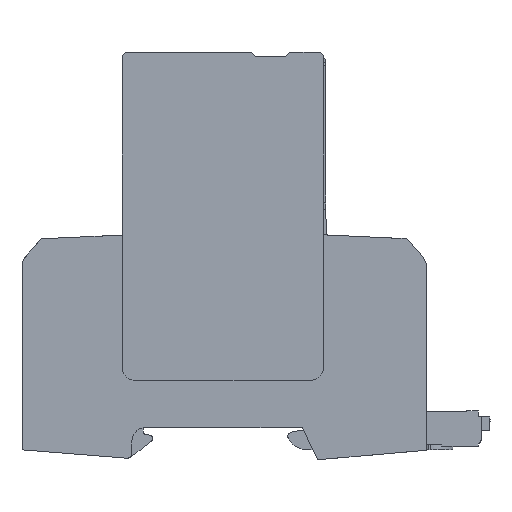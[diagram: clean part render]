
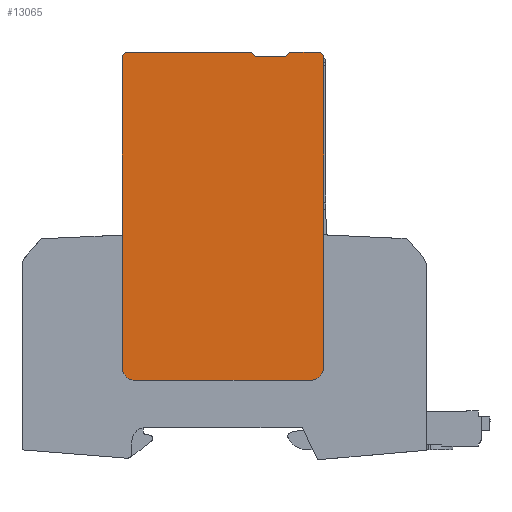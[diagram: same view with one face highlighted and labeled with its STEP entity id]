
A CAD part, left-side view. The second image highlights one B-rep face of the part: STEP entity #13065.
In plain terms, the highlighted planar face has unit normal (-1, 0, 0).
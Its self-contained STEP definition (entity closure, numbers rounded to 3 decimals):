
#12912=AXIS2_PLACEMENT_3D('Plane Axis2P3D',#12909,#12910,#12911) ;
#12909=CARTESIAN_POINT('Axis2P3D Location',(0.,81.127,17.703)) ;
#12915=CARTESIAN_POINT('Control Point',(0.,82.127,53.28)) ;
#12916=CARTESIAN_POINT('Control Point',(0.,82.127,46.765)) ;
#12917=CARTESIAN_POINT('Control Point',(0.,82.127,40.249)) ;
#12918=CARTESIAN_POINT('Control Point',(0.,82.127,33.734)) ;
#12919=CARTESIAN_POINT('Control Point',(0.,82.127,27.218)) ;
#12920=CARTESIAN_POINT('Control Point',(0.,82.127,20.703)) ;
#12921=CARTESIAN_POINT('Vertex',(0.,82.127,53.28)) ;
#12923=CARTESIAN_POINT('Vertex',(0.,82.127,20.703)) ;
#12927=CARTESIAN_POINT('Control Point',(0.,82.127,20.703)) ;
#12928=CARTESIAN_POINT('Control Point',(0.,82.127,19.76)) ;
#12929=CARTESIAN_POINT('Control Point',(0.,81.758,18.817)) ;
#12930=CARTESIAN_POINT('Control Point',(0.,81.013,18.072)) ;
#12931=CARTESIAN_POINT('Control Point',(0.,80.07,17.703)) ;
#12932=CARTESIAN_POINT('Control Point',(0.,79.127,17.703)) ;
#12933=CARTESIAN_POINT('Vertex',(0.,79.127,17.703)) ;
#12937=CARTESIAN_POINT('Control Point',(0.,79.127,17.703)) ;
#12938=CARTESIAN_POINT('Control Point',(0.,71.327,17.703)) ;
#12939=CARTESIAN_POINT('Control Point',(0.,63.527,17.703)) ;
#12940=CARTESIAN_POINT('Control Point',(0.,55.727,17.703)) ;
#12941=CARTESIAN_POINT('Control Point',(0.,47.927,17.703)) ;
#12942=CARTESIAN_POINT('Control Point',(0.,40.127,17.703)) ;
#12943=CARTESIAN_POINT('Vertex',(0.,40.127,17.703)) ;
#12947=CARTESIAN_POINT('Control Point',(0.,40.127,17.703)) ;
#12948=CARTESIAN_POINT('Control Point',(0.,39.185,17.703)) ;
#12949=CARTESIAN_POINT('Control Point',(0.,38.241,18.072)) ;
#12950=CARTESIAN_POINT('Control Point',(0.,37.496,18.817)) ;
#12951=CARTESIAN_POINT('Control Point',(0.,37.127,19.76)) ;
#12952=CARTESIAN_POINT('Control Point',(0.,37.127,20.703)) ;
#12953=CARTESIAN_POINT('Vertex',(0.,37.127,20.703)) ;
#12957=CARTESIAN_POINT('Control Point',(0.,37.127,20.703)) ;
#12958=CARTESIAN_POINT('Control Point',(0.,37.127,27.218)) ;
#12959=CARTESIAN_POINT('Control Point',(0.,37.127,33.734)) ;
#12960=CARTESIAN_POINT('Control Point',(0.,37.127,40.249)) ;
#12961=CARTESIAN_POINT('Control Point',(0.,37.127,46.765)) ;
#12962=CARTESIAN_POINT('Control Point',(0.,37.127,53.28)) ;
#12963=CARTESIAN_POINT('Vertex',(0.,37.127,53.28)) ;
#12967=CARTESIAN_POINT('Control Point',(0.,37.127,53.28)) ;
#12968=CARTESIAN_POINT('Control Point',(0.,37.127,59.144)) ;
#12969=CARTESIAN_POINT('Control Point',(0.,37.127,65.008)) ;
#12970=CARTESIAN_POINT('Control Point',(0.,37.127,70.872)) ;
#12971=CARTESIAN_POINT('Control Point',(0.,37.127,76.736)) ;
#12972=CARTESIAN_POINT('Control Point',(0.,37.127,82.6)) ;
#12973=CARTESIAN_POINT('Vertex',(0.,37.127,82.6)) ;
#12976=CARTESIAN_POINT('Line Origine',(0.,37.127,86.425)) ;
#12980=CARTESIAN_POINT('Vertex',(0.,37.127,90.25)) ;
#12983=CARTESIAN_POINT('Line Origine',(0.,37.502,90.625)) ;
#12987=CARTESIAN_POINT('Vertex',(0.,37.877,91.)) ;
#12990=CARTESIAN_POINT('Line Origine',(0.,41.302,91.)) ;
#12994=CARTESIAN_POINT('Vertex',(0.,44.727,91.)) ;
#12997=CARTESIAN_POINT('Line Origine',(0.,45.177,90.55)) ;
#13001=CARTESIAN_POINT('Vertex',(0.,45.627,90.1)) ;
#13004=CARTESIAN_POINT('Line Origine',(0.,48.977,90.1)) ;
#13008=CARTESIAN_POINT('Vertex',(0.,52.327,90.1)) ;
#13011=CARTESIAN_POINT('Line Origine',(0.,52.777,90.55)) ;
#13015=CARTESIAN_POINT('Vertex',(0.,53.227,91.)) ;
#13018=CARTESIAN_POINT('Line Origine',(0.,67.302,91.)) ;
#13022=CARTESIAN_POINT('Vertex',(0.,81.377,91.)) ;
#13025=CARTESIAN_POINT('Line Origine',(0.,81.752,90.625)) ;
#13029=CARTESIAN_POINT('Vertex',(0.,82.127,90.25)) ;
#13032=CARTESIAN_POINT('Line Origine',(0.,82.127,86.425)) ;
#13036=CARTESIAN_POINT('Vertex',(0.,82.127,82.6)) ;
#13040=CARTESIAN_POINT('Control Point',(0.,82.127,82.6)) ;
#13041=CARTESIAN_POINT('Control Point',(0.,82.127,76.736)) ;
#13042=CARTESIAN_POINT('Control Point',(0.,82.127,70.872)) ;
#13043=CARTESIAN_POINT('Control Point',(0.,82.127,65.008)) ;
#13044=CARTESIAN_POINT('Control Point',(0.,82.127,59.144)) ;
#13045=CARTESIAN_POINT('Control Point',(0.,82.127,53.28)) ;
#12910=DIRECTION('Axis2P3D Direction',(-1.,0.,0.)) ;
#12911=DIRECTION('Axis2P3D XDirection',(0.,1.,0.)) ;
#12977=DIRECTION('Vector Direction',(0.,0.,1.)) ;
#12984=DIRECTION('Vector Direction',(0.,0.707,0.707)) ;
#12991=DIRECTION('Vector Direction',(0.,1.,0.)) ;
#12998=DIRECTION('Vector Direction',(0.,0.707,-0.707)) ;
#13005=DIRECTION('Vector Direction',(0.,1.,0.)) ;
#13012=DIRECTION('Vector Direction',(0.,0.707,0.707)) ;
#13019=DIRECTION('Vector Direction',(0.,1.,0.)) ;
#13026=DIRECTION('Vector Direction',(0.,0.707,-0.707)) ;
#13033=DIRECTION('Vector Direction',(0.,0.,1.)) ;
#12978=VECTOR('Line Direction',#12977,1.) ;
#12985=VECTOR('Line Direction',#12984,1.) ;
#12992=VECTOR('Line Direction',#12991,1.) ;
#12999=VECTOR('Line Direction',#12998,1.) ;
#13006=VECTOR('Line Direction',#13005,1.) ;
#13013=VECTOR('Line Direction',#13012,1.) ;
#13020=VECTOR('Line Direction',#13019,1.) ;
#13027=VECTOR('Line Direction',#13026,1.) ;
#13034=VECTOR('Line Direction',#13033,1.) ;
#13048=ORIENTED_EDGE('',*,*,#12925,.T.) ;
#13049=ORIENTED_EDGE('',*,*,#12935,.T.) ;
#13050=ORIENTED_EDGE('',*,*,#12945,.T.) ;
#13051=ORIENTED_EDGE('',*,*,#12955,.T.) ;
#13052=ORIENTED_EDGE('',*,*,#12965,.T.) ;
#13053=ORIENTED_EDGE('',*,*,#12975,.T.) ;
#13054=ORIENTED_EDGE('',*,*,#12982,.T.) ;
#13055=ORIENTED_EDGE('',*,*,#12989,.T.) ;
#13056=ORIENTED_EDGE('',*,*,#12996,.T.) ;
#13057=ORIENTED_EDGE('',*,*,#13003,.T.) ;
#13058=ORIENTED_EDGE('',*,*,#13010,.T.) ;
#13059=ORIENTED_EDGE('',*,*,#13017,.T.) ;
#13060=ORIENTED_EDGE('',*,*,#13024,.T.) ;
#13061=ORIENTED_EDGE('',*,*,#13031,.T.) ;
#13062=ORIENTED_EDGE('',*,*,#13038,.F.) ;
#13063=ORIENTED_EDGE('',*,*,#13046,.T.) ;
#13065=ADVANCED_FACE('ABLEITER_1',(#13064),#12913,.T.) ;
#12914=B_SPLINE_CURVE_WITH_KNOTS('',5,(#12915,#12916,#12917,#12918,#12919,#12920),.UNSPECIFIED.,.F.,.U.,(6,6),(21.373,53.95),.UNSPECIFIED.) ;
#12926=B_SPLINE_CURVE_WITH_KNOTS('',5,(#12927,#12928,#12929,#12930,#12931,#12932),.UNSPECIFIED.,.F.,.U.,(6,6),(0.,4.965),.UNSPECIFIED.) ;
#12936=B_SPLINE_CURVE_WITH_KNOTS('',5,(#12937,#12938,#12939,#12940,#12941,#12942),.UNSPECIFIED.,.F.,.U.,(6,6),(0.,39.),.UNSPECIFIED.) ;
#12946=B_SPLINE_CURVE_WITH_KNOTS('',5,(#12947,#12948,#12949,#12950,#12951,#12952),.UNSPECIFIED.,.F.,.U.,(6,6),(0.,4.965),.UNSPECIFIED.) ;
#12956=B_SPLINE_CURVE_WITH_KNOTS('',5,(#12957,#12958,#12959,#12960,#12961,#12962),.UNSPECIFIED.,.F.,.U.,(6,6),(0.,32.577),.UNSPECIFIED.) ;
#12966=B_SPLINE_CURVE_WITH_KNOTS('',5,(#12967,#12968,#12969,#12970,#12971,#12972),.UNSPECIFIED.,.F.,.U.,(6,6),(23.981,53.3),.UNSPECIFIED.) ;
#13039=B_SPLINE_CURVE_WITH_KNOTS('',5,(#13040,#13041,#13042,#13043,#13044,#13045),.UNSPECIFIED.,.F.,.U.,(6,6),(0.65,29.969),.UNSPECIFIED.) ;
#12925=EDGE_CURVE('',#12922,#12924,#12914,.T.) ;
#12935=EDGE_CURVE('',#12924,#12934,#12926,.T.) ;
#12945=EDGE_CURVE('',#12934,#12944,#12936,.T.) ;
#12955=EDGE_CURVE('',#12944,#12954,#12946,.T.) ;
#12965=EDGE_CURVE('',#12954,#12964,#12956,.T.) ;
#12975=EDGE_CURVE('',#12964,#12974,#12966,.T.) ;
#12982=EDGE_CURVE('',#12974,#12981,#12979,.T.) ;
#12989=EDGE_CURVE('',#12981,#12988,#12986,.T.) ;
#12996=EDGE_CURVE('',#12988,#12995,#12993,.T.) ;
#13003=EDGE_CURVE('',#12995,#13002,#13000,.T.) ;
#13010=EDGE_CURVE('',#13002,#13009,#13007,.T.) ;
#13017=EDGE_CURVE('',#13009,#13016,#13014,.T.) ;
#13024=EDGE_CURVE('',#13016,#13023,#13021,.T.) ;
#13031=EDGE_CURVE('',#13023,#13030,#13028,.T.) ;
#13038=EDGE_CURVE('',#13037,#13030,#13035,.T.) ;
#13046=EDGE_CURVE('',#13037,#12922,#13039,.T.) ;
#13047=EDGE_LOOP('',(#13048,#13049,#13050,#13051,#13052,#13053,#13054,#13055,#13056,#13057,#13058,#13059,#13060,#13061,#13062,#13063)) ;
#13064=FACE_OUTER_BOUND('',#13047,.T.) ;
#12979=LINE('Line',#12976,#12978) ;
#12986=LINE('Line',#12983,#12985) ;
#12993=LINE('Line',#12990,#12992) ;
#13000=LINE('Line',#12997,#12999) ;
#13007=LINE('Line',#13004,#13006) ;
#13014=LINE('Line',#13011,#13013) ;
#13021=LINE('Line',#13018,#13020) ;
#13028=LINE('Line',#13025,#13027) ;
#13035=LINE('Line',#13032,#13034) ;
#12913=PLANE('',#12912) ;
#12922=VERTEX_POINT('',#12921) ;
#12924=VERTEX_POINT('',#12923) ;
#12934=VERTEX_POINT('',#12933) ;
#12944=VERTEX_POINT('',#12943) ;
#12954=VERTEX_POINT('',#12953) ;
#12964=VERTEX_POINT('',#12963) ;
#12974=VERTEX_POINT('',#12973) ;
#12981=VERTEX_POINT('',#12980) ;
#12988=VERTEX_POINT('',#12987) ;
#12995=VERTEX_POINT('',#12994) ;
#13002=VERTEX_POINT('',#13001) ;
#13009=VERTEX_POINT('',#13008) ;
#13016=VERTEX_POINT('',#13015) ;
#13023=VERTEX_POINT('',#13022) ;
#13030=VERTEX_POINT('',#13029) ;
#13037=VERTEX_POINT('',#13036) ;
